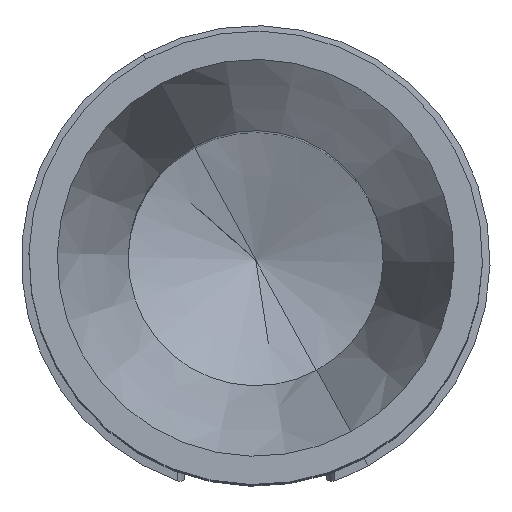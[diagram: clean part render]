
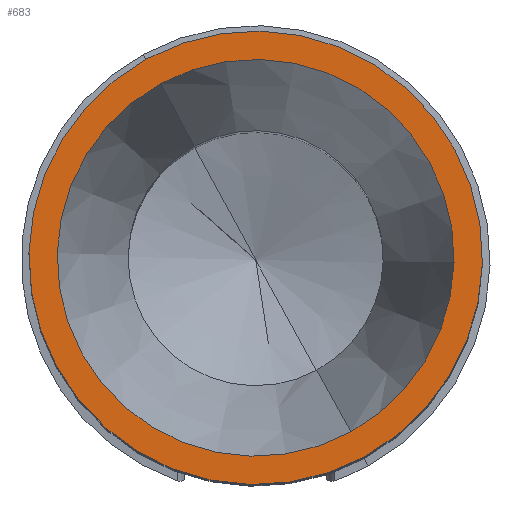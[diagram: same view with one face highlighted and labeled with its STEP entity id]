
A CAD part, top view. The second image highlights one B-rep face of the part: STEP entity #683.
In plain terms, the highlighted planar face has unit normal (0, 0, 1).
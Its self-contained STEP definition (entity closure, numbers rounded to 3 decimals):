
#168=AXIS2_PLACEMENT_3D('Circle Axis2P3D',#166,#167,$) ;
#187=AXIS2_PLACEMENT_3D('Circle Axis2P3D',#185,#186,$) ;
#204=AXIS2_PLACEMENT_3D('Circle Axis2P3D',#202,#203,$) ;
#239=AXIS2_PLACEMENT_3D('Circle Axis2P3D',#237,#238,$) ;
#673=AXIS2_PLACEMENT_3D('Plane Axis2P3D',#670,#671,#672) ;
#163=CARTESIAN_POINT('Vertex',(0.983,2.829,25.)) ;
#166=CARTESIAN_POINT('Axis2P3D Location',(1.654,1.6,25.)) ;
#170=CARTESIAN_POINT('Vertex',(2.325,0.372,25.)) ;
#185=CARTESIAN_POINT('Axis2P3D Location',(1.654,1.6,25.)) ;
#202=CARTESIAN_POINT('Axis2P3D Location',(1.654,1.6,25.)) ;
#206=CARTESIAN_POINT('Vertex',(0.887,3.004,25.)) ;
#208=CARTESIAN_POINT('Vertex',(2.421,0.196,25.)) ;
#237=CARTESIAN_POINT('Axis2P3D Location',(1.654,1.6,25.)) ;
#670=CARTESIAN_POINT('Axis2P3D Location',(1.654,3.,25.)) ;
#167=DIRECTION('Axis2P3D Direction',(0.,0.,1.)) ;
#186=DIRECTION('Axis2P3D Direction',(0.,0.,1.)) ;
#203=DIRECTION('Axis2P3D Direction',(0.,0.,1.)) ;
#238=DIRECTION('Axis2P3D Direction',(0.,0.,1.)) ;
#671=DIRECTION('Axis2P3D Direction',(-0.,0.,1.)) ;
#672=DIRECTION('Axis2P3D XDirection',(1.,0.,0.)) ;
#676=ORIENTED_EDGE('',*,*,#241,.T.) ;
#677=ORIENTED_EDGE('',*,*,#210,.T.) ;
#680=ORIENTED_EDGE('',*,*,#172,.F.) ;
#681=ORIENTED_EDGE('',*,*,#189,.F.) ;
#682=FACE_BOUND('',#679,.T.) ;
#683=ADVANCED_FACE('Hauptkoerper',(#678,#682),#674,.T.) ;
#169=CIRCLE('generated circle',#168,1.4) ;
#188=CIRCLE('generated circle',#187,1.4) ;
#205=CIRCLE('generated circle',#204,1.6) ;
#240=CIRCLE('generated circle',#239,1.6) ;
#172=EDGE_CURVE('',#164,#171,#169,.T.) ;
#189=EDGE_CURVE('',#171,#164,#188,.T.) ;
#210=EDGE_CURVE('',#207,#209,#205,.T.) ;
#241=EDGE_CURVE('',#209,#207,#240,.T.) ;
#675=EDGE_LOOP('',(#676,#677)) ;
#679=EDGE_LOOP('',(#680,#681)) ;
#678=FACE_OUTER_BOUND('',#675,.T.) ;
#674=PLANE('',#673) ;
#164=VERTEX_POINT('',#163) ;
#171=VERTEX_POINT('',#170) ;
#207=VERTEX_POINT('',#206) ;
#209=VERTEX_POINT('',#208) ;
